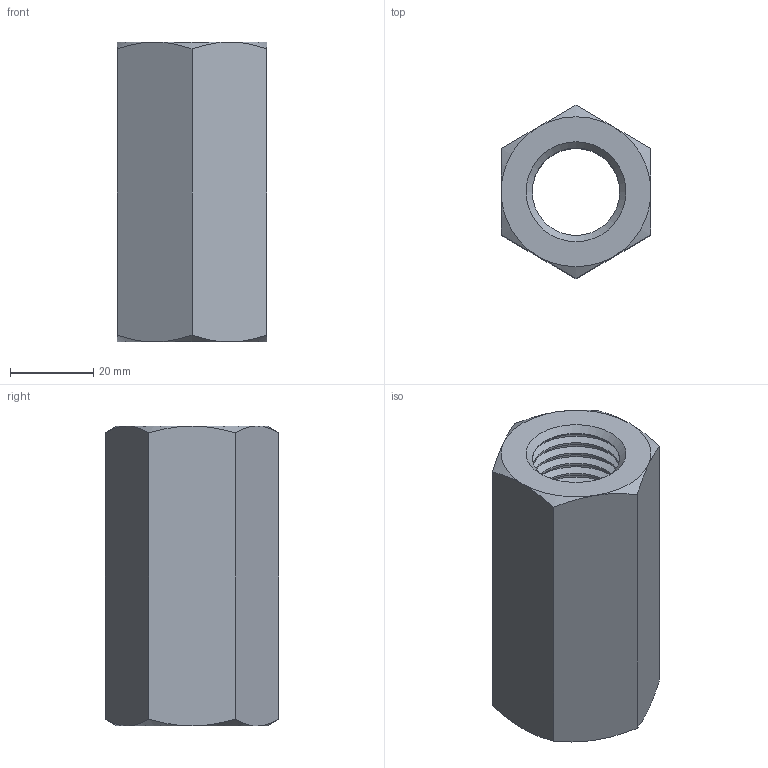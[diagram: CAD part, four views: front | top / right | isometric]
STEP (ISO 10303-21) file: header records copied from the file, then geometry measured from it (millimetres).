
FILE_DESCRIPTION( ( 'Unknown' ), '1' );
FILE_NAME( 'PT05-2436.stp', 'Unknown', ( 'Unknown' ), ( 'Unknown' ), 'XStep 1.0', 'Unknown', ' ' );
FILE_SCHEMA( ( 'CONFIG_CONTROL_DESIGN' ) );
Length unit declared in the file: millimetre
Products named in the file (1): 1
Bounding box: 36 x 41.57 x 72 mm (x, y, z)
Volume: 51721.8 mm3; surface area: 18232 mm2
Topology: 1 solids, 1 shells, 115 faces, 235 edges, 122 vertices
Faces by surface type: cone 60, cylinder 47, plane 8
Full cylindrical faces by diameter (mm): 21 x24, 24 x23
Entity records: 2600 total; most frequent: CARTESIAN_POINT 542, DIRECTION 454, ORIENTED_EDGE 276, AXIS2_PLACEMENT_3D 224, EDGE_LOOP 212, FACE_OUTER_BOUND 162, EDGE_CURVE 138, VERTEX_POINT 120
